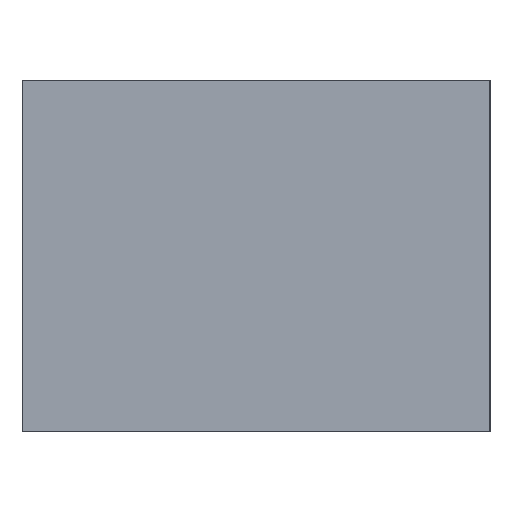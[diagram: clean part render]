
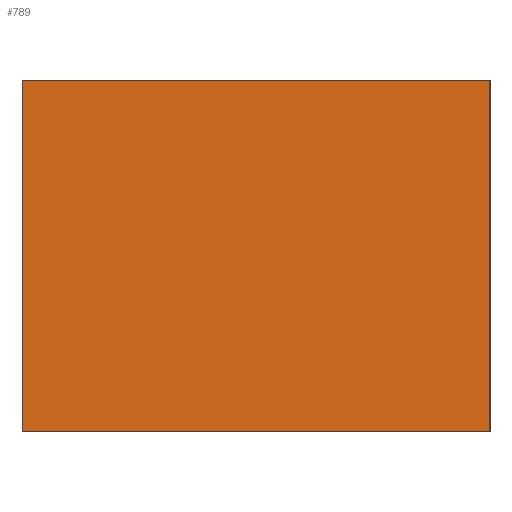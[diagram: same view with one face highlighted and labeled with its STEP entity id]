
A CAD part, left-side view. The second image highlights one B-rep face of the part: STEP entity #789.
In plain terms, the highlighted planar face has unit normal (-1, 0, 0).
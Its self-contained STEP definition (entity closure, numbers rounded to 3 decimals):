
#43 = EDGE_CURVE ( 'NONE', #663, #374, #580, .T. ) ;
#45 = EDGE_CURVE ( 'NONE', #374, #657, #493, .T. ) ;
#46 = EDGE_CURVE ( 'NONE', #742, #657, #406, .T. ) ;
#47 = EDGE_CURVE ( 'NONE', #663, #742, #443, .T. ) ;
#99 = CARTESIAN_POINT ( 'NONE',  ( -13., 5., 0. ) ) ;
#116 = CARTESIAN_POINT ( 'NONE',  ( -13., -5., 0. ) ) ;
#121 = DIRECTION ( 'NONE',  ( 0., -1., 0. ) ) ;
#123 = CARTESIAN_POINT ( 'NONE',  ( -13., 5., -7.5 ) ) ;
#173 = CARTESIAN_POINT ( 'NONE',  ( -13., 5., 0. ) ) ;
#195 = CARTESIAN_POINT ( 'NONE',  ( -13., -5., -7.5 ) ) ;
#205 = DIRECTION ( 'NONE',  ( 0., 0., 1. ) ) ;
#219 = CARTESIAN_POINT ( 'NONE',  ( -13., -5., 0. ) ) ;
#221 = DIRECTION ( 'NONE',  ( 0., -1., 0. ) ) ;
#226 = CARTESIAN_POINT ( 'NONE',  ( -13., 5., 0. ) ) ;
#227 = CARTESIAN_POINT ( 'NONE',  ( -13., 5., -7.5 ) ) ;
#235 = DIRECTION ( 'NONE',  ( 0., 0., 1. ) ) ;
#287 = PLANE ( 'NONE',  #880 ) ;
#290 = CARTESIAN_POINT ( 'NONE',  ( -13., 5., 0. ) ) ;
#314 = DIRECTION ( 'NONE',  ( 0., 0., -1. ) ) ;
#316 = DIRECTION ( 'NONE',  ( 1., 0., 0. ) ) ;
#374 = VERTEX_POINT ( 'NONE', #195 ) ;
#396 = VECTOR ( 'NONE', #205, 1000. ) ;
#406 = LINE ( 'NONE', #226, #723 ) ;
#412 = ORIENTED_EDGE ( 'NONE', *, *, #43, .T. ) ;
#443 = LINE ( 'NONE', #173, #755 ) ;
#493 = LINE ( 'NONE', #219, #396 ) ;
#518 = ORIENTED_EDGE ( 'NONE', *, *, #47, .F. ) ;
#569 = ORIENTED_EDGE ( 'NONE', *, *, #46, .F. ) ;
#576 = EDGE_LOOP ( 'NONE', ( #732, #569, #518, #412 ) ) ;
#580 = LINE ( 'NONE', #227, #688 ) ;
#596 = FACE_OUTER_BOUND ( 'NONE', #576, .T. ) ;
#657 = VERTEX_POINT ( 'NONE', #116 ) ;
#663 = VERTEX_POINT ( 'NONE', #123 ) ;
#688 = VECTOR ( 'NONE', #121, 1000. ) ;
#723 = VECTOR ( 'NONE', #221, 1000. ) ;
#732 = ORIENTED_EDGE ( 'NONE', *, *, #45, .T. ) ;
#742 = VERTEX_POINT ( 'NONE', #99 ) ;
#755 = VECTOR ( 'NONE', #235, 1000. ) ;
#789 = ADVANCED_FACE ( 'NONE', ( #596 ), #287, .F. ) ;
#880 = AXIS2_PLACEMENT_3D ( 'NONE', #290, #316, #314 ) ;
